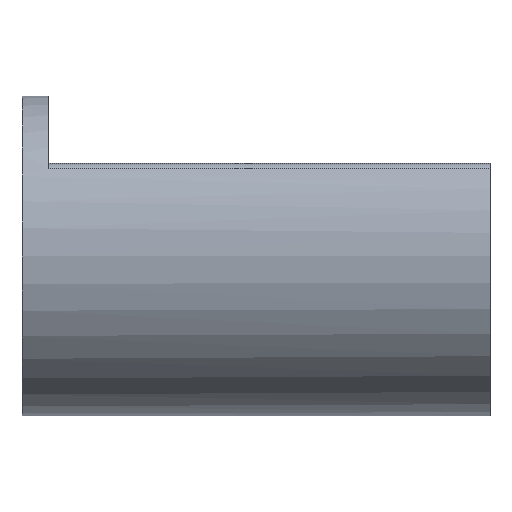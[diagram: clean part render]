
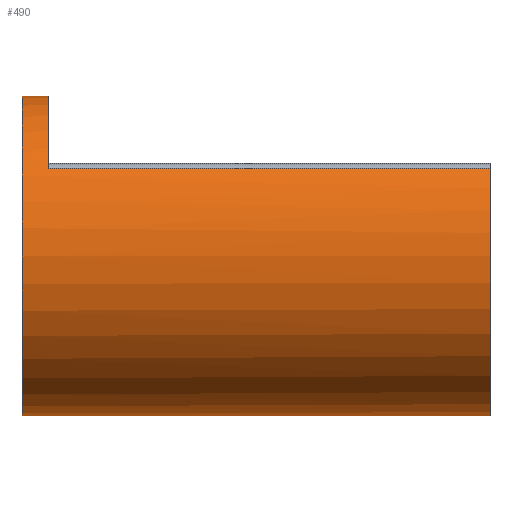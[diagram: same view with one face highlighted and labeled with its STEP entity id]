
A CAD part, left-side view. The second image highlights one B-rep face of the part: STEP entity #490.
In plain terms, the highlighted cylindrical face has radius 30.75 mm (diameter 61.5 mm), a full revolution.
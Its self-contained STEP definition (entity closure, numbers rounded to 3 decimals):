
#43=FACE_OUTER_BOUND('',#74,.T.);
#74=EDGE_LOOP('',(#346,#347,#348,#349,#350,#351,#352,#353));
#103=LINE('',#782,#143);
#105=LINE('',#786,#145);
#106=LINE('',#789,#146);
#143=VECTOR('',#620,10.);
#145=VECTOR('',#624,30.75);
#146=VECTOR('',#627,10.);
#181=CIRCLE('',#533,30.75);
#183=CIRCLE('',#537,30.75);
#186=CIRCLE('',#542,30.75);
#187=CIRCLE('',#543,30.75);
#212=VERTEX_POINT('',#762);
#213=VERTEX_POINT('',#766);
#215=VERTEX_POINT('',#769);
#220=VERTEX_POINT('',#780);
#221=VERTEX_POINT('',#785);
#222=VERTEX_POINT('',#787);
#259=EDGE_CURVE('',#212,#212,#181,.T.);
#261=EDGE_CURVE('',#215,#213,#183,.T.);
#267=EDGE_CURVE('',#220,#213,#103,.T.);
#269=EDGE_CURVE('',#212,#221,#105,.T.);
#270=EDGE_CURVE('',#222,#221,#186,.T.);
#271=EDGE_CURVE('',#215,#222,#106,.T.);
#272=EDGE_CURVE('',#221,#220,#187,.T.);
#346=ORIENTED_EDGE('',*,*,#259,.F.);
#347=ORIENTED_EDGE('',*,*,#269,.T.);
#348=ORIENTED_EDGE('',*,*,#270,.F.);
#349=ORIENTED_EDGE('',*,*,#271,.F.);
#350=ORIENTED_EDGE('',*,*,#261,.T.);
#351=ORIENTED_EDGE('',*,*,#267,.F.);
#352=ORIENTED_EDGE('',*,*,#272,.F.);
#353=ORIENTED_EDGE('',*,*,#269,.F.);
#477=CYLINDRICAL_SURFACE('',#541,30.75);
#490=ADVANCED_FACE('',(#43),#477,.T.);
#533=AXIS2_PLACEMENT_3D('',#763,#601,#602);
#537=AXIS2_PLACEMENT_3D('',#770,#609,#610);
#541=AXIS2_PLACEMENT_3D('',#784,#622,#623);
#542=AXIS2_PLACEMENT_3D('',#788,#625,#626);
#543=AXIS2_PLACEMENT_3D('',#790,#628,#629);
#601=DIRECTION('center_axis',(0.,1.,0.));
#602=DIRECTION('ref_axis',(-1.,0.,0.));
#609=DIRECTION('center_axis',(0.,1.,0.));
#610=DIRECTION('ref_axis',(-1.,0.,0.));
#620=DIRECTION('',(0.,1.,0.));
#622=DIRECTION('center_axis',(0.,1.,0.));
#623=DIRECTION('ref_axis',(1.,0.,0.));
#624=DIRECTION('',(0.,-1.,0.));
#625=DIRECTION('center_axis',(0.,-1.,0.));
#626=DIRECTION('ref_axis',(1.,0.,0.));
#627=DIRECTION('',(0.,-1.,0.));
#628=DIRECTION('center_axis',(0.,-1.,0.));
#629=DIRECTION('ref_axis',(1.,0.,0.));
#762=CARTESIAN_POINT('',(-30.75,40.,0.));
#763=CARTESIAN_POINT('Origin',(0.,40.,0.));
#766=CARTESIAN_POINT('',(25.67,35.,16.93));
#769=CARTESIAN_POINT('',(-25.706,35.,16.875));
#770=CARTESIAN_POINT('Origin',(0.,35.,0.));
#780=CARTESIAN_POINT('',(25.67,-50.,16.93));
#782=CARTESIAN_POINT('',(25.67,0.,16.93));
#784=CARTESIAN_POINT('Origin',(0.,0.,0.));
#785=CARTESIAN_POINT('',(-30.75,-50.,0.));
#786=CARTESIAN_POINT('',(-30.75,0.,0.));
#787=CARTESIAN_POINT('',(-25.706,-50.,16.875));
#788=CARTESIAN_POINT('Origin',(0.,-50.,0.));
#789=CARTESIAN_POINT('',(-25.706,0.,16.875));
#790=CARTESIAN_POINT('Origin',(0.,-50.,0.));
